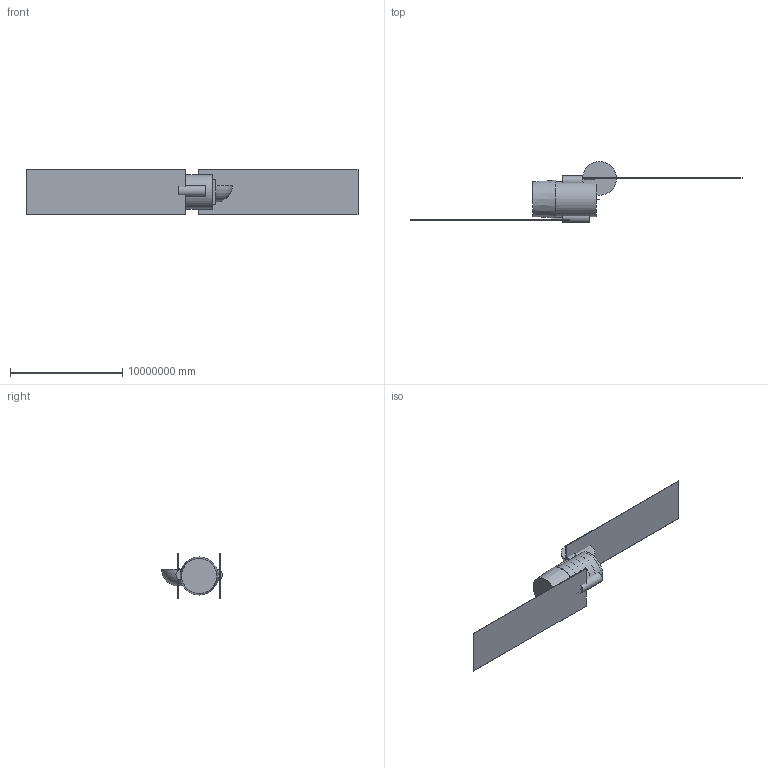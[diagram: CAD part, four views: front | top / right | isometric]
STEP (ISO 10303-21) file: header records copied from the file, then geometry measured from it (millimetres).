
FILE_DESCRIPTION(('FreeCAD Model'),'2;1');
FILE_NAME('Open CASCADE Shape Model','2025-09-29T15:34:34',('Author'),( ''),'Open CASCADE STEP processor 7.8','FreeCAD','Unknown');
FILE_SCHEMA(('AUTOMOTIVE_DESIGN { 1 0 10303 214 1 1 1 1 }'));
Length unit declared in the file: metre
Products named in the file (12): Bus_Shell; Tanks; Stringers; Bulkheads; Equipment_Panels; Frustum_Shell; Interface_Flange; Solar_Panels; Tank_Saddles; Solar_Hinge_Beams; HGA_Mast; HGA_Dish
Bounding box: 29600000 x 5420000 x 4100000 mm (x, y, z)
Volume: 61570707112705384448 mm3; surface area: 445492342782972.4 mm2
Topology: 36 solids, 36 shells, 269 faces, 587 edges, 387 vertices
Faces by surface type: plane 185, cylinder 82, cone 1, sphere 1
Full cylindrical faces by diameter (mm): 140000 x60, 220000 x1, 820000 x2, 940000 x4, 2400000 x6, 3000000 x6, 3024000 x1, 3120000 x1, 3360000 x1
Entity records: 15617 total; most frequent: DIRECTION 2453, CARTESIAN_POINT 2439, LINE 1377, VECTOR 1377, ORIENTED_EDGE 1172, PCURVE 1172, DEFINITIONAL_REPRESENTATION 1172, EDGE_CURVE 586
